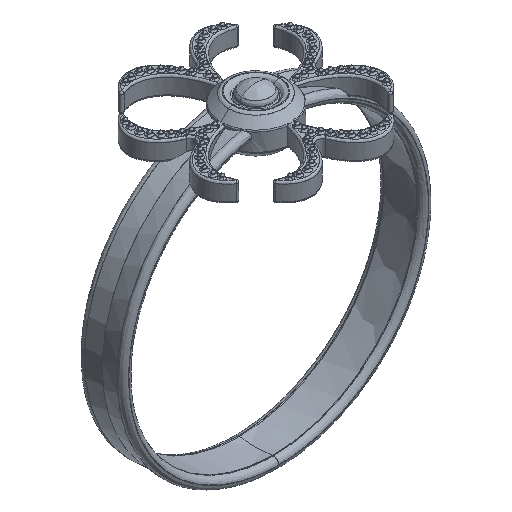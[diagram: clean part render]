
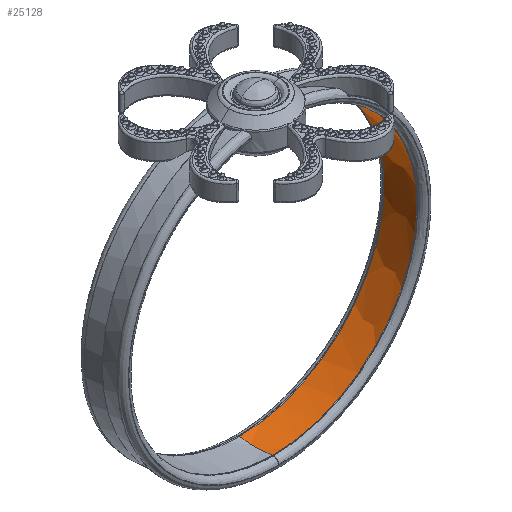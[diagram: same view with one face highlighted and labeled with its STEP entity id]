
A CAD part, isometric view. The second image highlights one B-rep face of the part: STEP entity #25128.
In plain terms, the highlighted free-form (B-spline) face has degree [3, 3] with [4, 4] control points.
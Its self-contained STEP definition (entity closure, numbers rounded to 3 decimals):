
#25128 = ADVANCED_FACE('',(#25129),#25199,.T.);
#25129 = FACE_BOUND('',#25130,.T.);
#25130 = EDGE_LOOP('',(#25131,#25143,#25153,#25163,#25173,#25183,#25193)
  );
#25131 = ORIENTED_EDGE('',*,*,#25132,.T.);
#25132 = EDGE_CURVE('',#25133,#25135,#25137,.T.);
#25133 = VERTEX_POINT('',#25134);
#25134 = CARTESIAN_POINT('',(0.,0.723,
    -6.379));
#25135 = VERTEX_POINT('',#25136);
#25136 = CARTESIAN_POINT('',(1.379,0.723,6.228
    ));
#25137 = ( BOUNDED_CURVE() B_SPLINE_CURVE(2,(#25138,#25139,#25140,#25141
,#25142),.UNSPECIFIED.,.F.,.F.) B_SPLINE_CURVE_WITH_KNOTS((3,2,3),(0.,
1.462,2.924),.PIECEWISE_BEZIER_KNOTS.) CURVE() 
GEOMETRIC_REPRESENTATION_ITEM() RATIONAL_B_SPLINE_CURVE((1.,
0.745,1.,0.745,1.)) REPRESENTATION_ITEM('') );
#25138 = CARTESIAN_POINT('',(0.,0.723,
    -6.379));
#25139 = CARTESIAN_POINT('',(5.719,0.723,
    -6.379));
#25140 = CARTESIAN_POINT('',(6.341,0.723,
    -0.694));
#25141 = CARTESIAN_POINT('',(6.963,0.723,
    4.992));
#25142 = CARTESIAN_POINT('',(1.379,0.723,6.228
    ));
#25143 = ORIENTED_EDGE('',*,*,#25144,.T.);
#25144 = EDGE_CURVE('',#25135,#25145,#25147,.T.);
#25145 = VERTEX_POINT('',#25146);
#25146 = CARTESIAN_POINT('',(1.512,0.373,
    6.246));
#25147 = B_SPLINE_CURVE_WITH_KNOTS('',4,(#25148,#25149,#25150,#25151,
    #25152),.UNSPECIFIED.,.F.,.F.,(5,5),(0.,0.5),
  .PIECEWISE_BEZIER_KNOTS.);
#25148 = CARTESIAN_POINT('',(1.379,0.723,
    6.228));
#25149 = CARTESIAN_POINT('',(1.422,0.641,6.234
    ));
#25150 = CARTESIAN_POINT('',(1.459,0.555,
    6.238));
#25151 = CARTESIAN_POINT('',(1.489,0.466,
    6.242));
#25152 = CARTESIAN_POINT('',(1.512,0.373,
    6.246));
#25153 = ORIENTED_EDGE('',*,*,#25154,.T.);
#25154 = EDGE_CURVE('',#25145,#25155,#25157,.T.);
#25155 = VERTEX_POINT('',#25156);
#25156 = CARTESIAN_POINT('',(1.557,0.,6.252));
#25157 = B_SPLINE_CURVE_WITH_KNOTS('',4,(#25158,#25159,#25160,#25161,
    #25162),.UNSPECIFIED.,.F.,.F.,(5,5),(0.5,1.),
  .PIECEWISE_BEZIER_KNOTS.);
#25158 = CARTESIAN_POINT('',(1.512,0.373,
    6.246));
#25159 = CARTESIAN_POINT('',(1.534,0.282,
    6.249));
#25160 = CARTESIAN_POINT('',(1.55,0.189,6.251
    ));
#25161 = CARTESIAN_POINT('',(1.557,0.095,
    6.252));
#25162 = CARTESIAN_POINT('',(1.557,0.,6.252));
#25163 = ORIENTED_EDGE('',*,*,#25164,.T.);
#25164 = EDGE_CURVE('',#25155,#25165,#25167,.T.);
#25165 = VERTEX_POINT('',#25166);
#25166 = CARTESIAN_POINT('',(1.512,-0.373,
    6.246));
#25167 = B_SPLINE_CURVE_WITH_KNOTS('',4,(#25168,#25169,#25170,#25171,
    #25172),.UNSPECIFIED.,.F.,.F.,(5,5),(0.,0.5),
  .PIECEWISE_BEZIER_KNOTS.);
#25168 = CARTESIAN_POINT('',(1.557,0.,6.252));
#25169 = CARTESIAN_POINT('',(1.557,-0.095,
    6.252));
#25170 = CARTESIAN_POINT('',(1.55,-0.189,
    6.251));
#25171 = CARTESIAN_POINT('',(1.534,-0.281,
    6.249));
#25172 = CARTESIAN_POINT('',(1.512,-0.373,
    6.246));
#25173 = ORIENTED_EDGE('',*,*,#25174,.T.);
#25174 = EDGE_CURVE('',#25165,#25175,#25177,.T.);
#25175 = VERTEX_POINT('',#25176);
#25176 = CARTESIAN_POINT('',(1.379,-0.723,
    6.228));
#25177 = B_SPLINE_CURVE_WITH_KNOTS('',4,(#25178,#25179,#25180,#25181,
    #25182),.UNSPECIFIED.,.F.,.F.,(5,5),(0.5,1.),
  .PIECEWISE_BEZIER_KNOTS.);
#25178 = CARTESIAN_POINT('',(1.512,-0.373,
    6.246));
#25179 = CARTESIAN_POINT('',(1.489,-0.466,
    6.242));
#25180 = CARTESIAN_POINT('',(1.459,-0.555,
    6.238));
#25181 = CARTESIAN_POINT('',(1.422,-0.641,
    6.234));
#25182 = CARTESIAN_POINT('',(1.379,-0.723,
    6.228));
#25183 = ORIENTED_EDGE('',*,*,#25184,.T.);
#25184 = EDGE_CURVE('',#25175,#25185,#25187,.T.);
#25185 = VERTEX_POINT('',#25186);
#25186 = CARTESIAN_POINT('',(0.,-0.723,
    -6.379));
#25187 = ( BOUNDED_CURVE() B_SPLINE_CURVE(2,(#25188,#25189,#25190,#25191
,#25192),.UNSPECIFIED.,.F.,.F.) B_SPLINE_CURVE_WITH_KNOTS((3,2,3),(0.,
1.462,2.924),.PIECEWISE_BEZIER_KNOTS.) CURVE() 
GEOMETRIC_REPRESENTATION_ITEM() RATIONAL_B_SPLINE_CURVE((1.,
0.745,1.,0.745,1.)) REPRESENTATION_ITEM('') );
#25188 = CARTESIAN_POINT('',(1.379,-0.723,
    6.228));
#25189 = CARTESIAN_POINT('',(6.963,-0.723,
    4.992));
#25190 = CARTESIAN_POINT('',(6.341,-0.723,
    -0.694));
#25191 = CARTESIAN_POINT('',(5.719,-0.723,
    -6.379));
#25192 = CARTESIAN_POINT('',(0.,-0.723,
    -6.379));
#25193 = ORIENTED_EDGE('',*,*,#25194,.T.);
#25194 = EDGE_CURVE('',#25185,#25133,#25195,.T.);
#25195 = ( BOUNDED_CURVE() B_SPLINE_CURVE(2,(#25196,#25197,#25198),
.UNSPECIFIED.,.F.,.F.) B_SPLINE_CURVE_WITH_KNOTS((3,3),(
0.,0.352),.PIECEWISE_BEZIER_KNOTS.) CURVE() 
GEOMETRIC_REPRESENTATION_ITEM() RATIONAL_B_SPLINE_CURVE((1.,
0.985,1.)) REPRESENTATION_ITEM('') );
#25196 = CARTESIAN_POINT('',(0.,-0.723,
    -6.379));
#25197 = CARTESIAN_POINT('',(0.,0.,
    -6.508));
#25198 = CARTESIAN_POINT('',(0.,0.723,
    -6.379));
#25199 = ( BOUNDED_SURFACE() B_SPLINE_SURFACE(3,3,(
    (#25200,#25201,#25202,#25203)
    ,(#25204,#25205,#25206,#25207)
    ,(#25208,#25209,#25210,#25211)
    ,(#25212,#25213,#25214,#25215
)),.UNSPECIFIED.,.F.,.F.,.F.) B_SPLINE_SURFACE_WITH_KNOTS((4,4),(4,4),(
    0.,1.),(0.,1.),.PIECEWISE_BEZIER_KNOTS.) 
GEOMETRIC_REPRESENTATION_ITEM() RATIONAL_B_SPLINE_SURFACE((
    (1.,0.4,0.4,1.)
    ,(0.99,0.396,0.396,0.99)
    ,(0.99,0.396,0.396,0.99)
,(1.,0.4,0.4,1.
))) REPRESENTATION_ITEM('') SURFACE() );
#25200 = CARTESIAN_POINT('',(1.27,0.723,
    6.251));
#25201 = CARTESIAN_POINT('',(11.636,0.723,
    4.146));
#25202 = CARTESIAN_POINT('',(10.578,0.723,
    -6.379));
#25203 = CARTESIAN_POINT('',(0.,0.723,-6.379));
#25204 = CARTESIAN_POINT('',(1.286,0.244,6.335
    ));
#25205 = CARTESIAN_POINT('',(11.792,0.244,
    4.202));
#25206 = CARTESIAN_POINT('',(10.72,0.244,
    -6.464));
#25207 = CARTESIAN_POINT('',(0.,0.244,-6.464));
#25208 = CARTESIAN_POINT('',(1.286,-0.244,
    6.335));
#25209 = CARTESIAN_POINT('',(11.792,-0.244,
    4.202));
#25210 = CARTESIAN_POINT('',(10.72,-0.244,
    -6.464));
#25211 = CARTESIAN_POINT('',(0.,-0.244,-6.464));
#25212 = CARTESIAN_POINT('',(1.27,-0.723,
    6.251));
#25213 = CARTESIAN_POINT('',(11.636,-0.723,
    4.146));
#25214 = CARTESIAN_POINT('',(10.578,-0.723,
    -6.379));
#25215 = CARTESIAN_POINT('',(0.,-0.723,-6.379));
